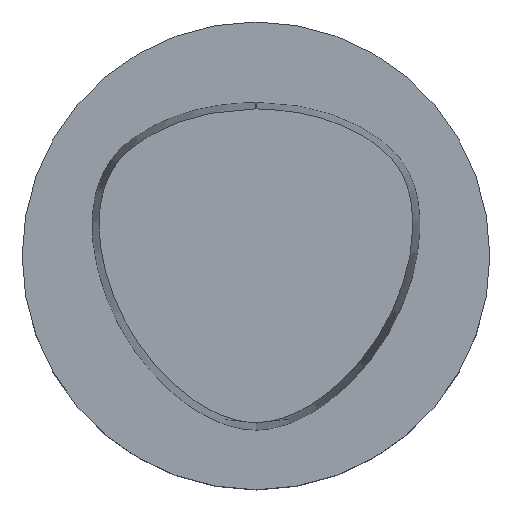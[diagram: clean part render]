
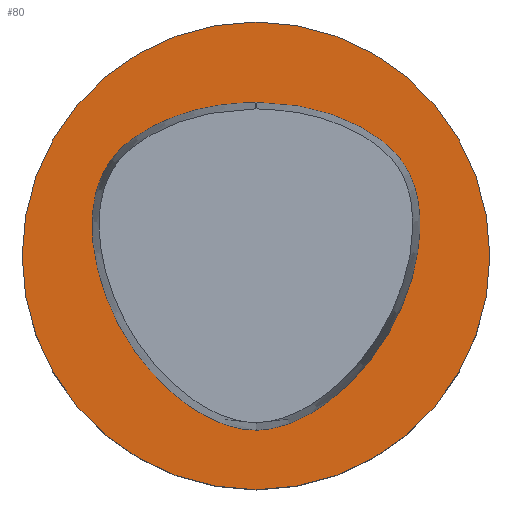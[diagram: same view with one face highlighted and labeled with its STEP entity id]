
A CAD part, top view. The second image highlights one B-rep face of the part: STEP entity #80.
In plain terms, the highlighted planar face has unit normal (0, 0, 1).
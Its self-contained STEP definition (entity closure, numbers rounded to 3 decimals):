
#80=ADVANCED_FACE('',(#102,#103),#104,.T.);
#102=FACE_BOUND('',#283,.T.);
#103=FACE_OUTER_BOUND('',#284,.T.);
#104=PLANE('',#285);
#283=EDGE_LOOP('',(#339,#340,#341));
#284=EDGE_LOOP('',(#342));
#285=AXIS2_PLACEMENT_3D('',#343,#344,#345);
#339=ORIENTED_EDGE('',*,*,#396,.T.);
#340=ORIENTED_EDGE('',*,*,#400,.T.);
#341=ORIENTED_EDGE('',*,*,#403,.T.);
#342=ORIENTED_EDGE('',*,*,#405,.F.);
#343=CARTESIAN_POINT('',(0.,15.746,0.));
#344=DIRECTION('',(0.,0.,1.0));
#345=DIRECTION('',(0.,-1.0,0.));
#396=EDGE_CURVE('',#415,#416,#417,.T.);
#400=EDGE_CURVE('',#416,#423,#424,.T.);
#403=EDGE_CURVE('',#423,#415,#427,.T.);
#405=EDGE_CURVE('',#430,#430,#431,.T.);
#415=VERTEX_POINT('',#450);
#416=VERTEX_POINT('',#451);
#417=B_SPLINE_CURVE_WITH_KNOTS('',3,(#452,#453,#454,#455,#456,#457,#458,#459,#460,#461,#462,#463,#464,#465,#466,#467,#468),.UNSPECIFIED.,.F.,.F.,(4,1,1,1,1,1,1,1,1,1,1,1,1,1,4),(-13.23,-12.817,-12.403,-11.99,-11.576,-11.163,-10.956,-10.75,-10.336,-9.923,-9.096,-8.269,-7.442,-7.029,-6.615),.UNSPECIFIED.);
#423=VERTEX_POINT('',#491);
#424=B_SPLINE_CURVE_WITH_KNOTS('',3,(#492,#493,#494,#495,#496,#497,#498,#499,#500,#501,#502,#503,#504,#505,#506,#507,#508,#509),.UNSPECIFIED.,.F.,.F.,(4,1,1,1,1,1,1,1,1,2,1,1,1,1,4),(-6.615,-6.202,-5.788,-5.375,-4.961,-4.134,-3.308,-2.894,-2.481,-2.067,-1.654,-1.24,-0.827,-0.413,0.0),.UNSPECIFIED.);
#427=CIRCLE('',#528,0.95);
#430=VERTEX_POINT('',#531);
#431=CIRCLE('',#532,31.493);
#450=CARTESIAN_POINT('',(0.045,20.677,0.));
#451=CARTESIAN_POINT('',(0.044,-23.469,0.));
#452=CARTESIAN_POINT('',(0.045,20.677,0.));
#453=CARTESIAN_POINT('',(1.424,20.61,0.));
#454=CARTESIAN_POINT('',(4.223,20.484,0.));
#455=CARTESIAN_POINT('',(8.472,19.689,0.));
#456=CARTESIAN_POINT('',(12.514,18.243,0.0));
#457=CARTESIAN_POINT('',(16.304,16.173,0.));
#458=CARTESIAN_POINT('',(19.145,13.704,0.));
#459=CARTESIAN_POINT('',(20.732,11.101,0.0));
#460=CARTESIAN_POINT('',(21.783,8.281,0.));
#461=CARTESIAN_POINT('',(22.226,4.609,0.0));
#462=CARTESIAN_POINT('',(21.744,-1.113,0.0));
#463=CARTESIAN_POINT('',(19.552,-7.954,0.0));
#464=CARTESIAN_POINT('',(14.957,-15.209,0.0));
#465=CARTESIAN_POINT('',(9.668,-20.083,0.));
#466=CARTESIAN_POINT('',(4.516,-22.795,0.));
#467=CARTESIAN_POINT('',(1.559,-23.461,0.));
#468=CARTESIAN_POINT('',(0.044,-23.469,0.));
#491=CARTESIAN_POINT('',(-0.045,20.677,0.));
#492=CARTESIAN_POINT('',(0.044,-23.469,0.));
#493=CARTESIAN_POINT('',(-1.471,-23.477,0.));
#494=CARTESIAN_POINT('',(-4.439,-22.821,0.));
#495=CARTESIAN_POINT('',(-8.35,-20.8,0.));
#496=CARTESIAN_POINT('',(-11.745,-18.156,0.));
#497=CARTESIAN_POINT('',(-15.699,-14.041,0.));
#498=CARTESIAN_POINT('',(-19.535,-8.006,0.));
#499=CARTESIAN_POINT('',(-21.721,-1.161,0.0));
#500=CARTESIAN_POINT('',(-22.249,4.55,0.0));
#501=CARTESIAN_POINT('',(-21.665,9.002,0.0));
#502=CARTESIAN_POINT('',(-20.395,11.778,0.0));
#503=CARTESIAN_POINT('',(-18.593,14.198,0.0));
#504=CARTESIAN_POINT('',(-16.323,16.178,0.0));
#505=CARTESIAN_POINT('',(-12.508,18.252,0.));
#506=CARTESIAN_POINT('',(-8.468,19.679,0.));
#507=CARTESIAN_POINT('',(-4.23,20.488,0.));
#508=CARTESIAN_POINT('',(-1.423,20.613,0.));
#509=CARTESIAN_POINT('',(-0.045,20.677,0.));
#528=AXIS2_PLACEMENT_3D('',#554,#555,#556);
#531=CARTESIAN_POINT('',(0.,31.493,0.));
#532=AXIS2_PLACEMENT_3D('',#560,#561,#562);
#554=CARTESIAN_POINT('',(-0.001,19.728,0.));
#555=DIRECTION('',(0.,0.,-1.0));
#556=DIRECTION('',(-0.046,0.999,0.));
#560=CARTESIAN_POINT('',(0.0,0.0,0.0));
#561=DIRECTION('',(0.,0.,-1.0));
#562=DIRECTION('',(0.,1.0,0.));
